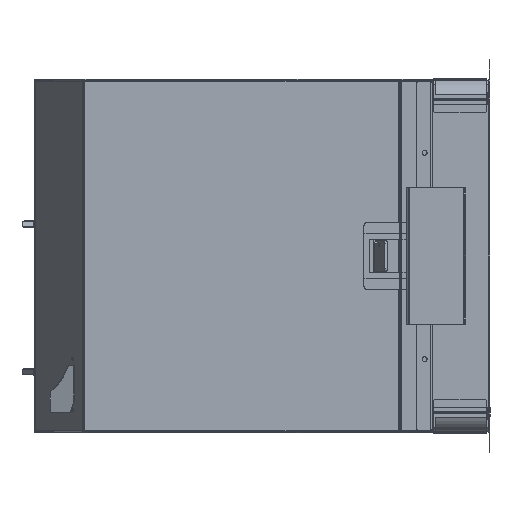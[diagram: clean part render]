
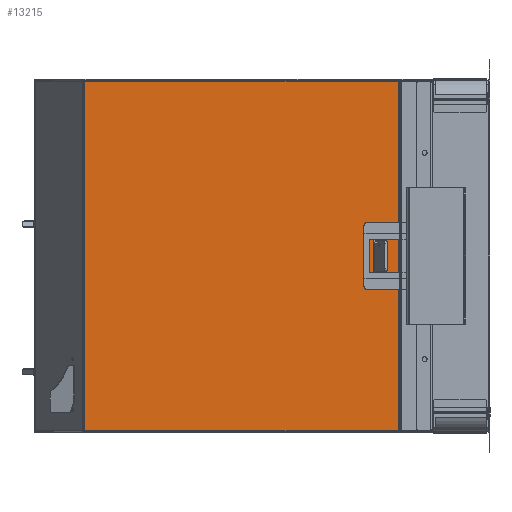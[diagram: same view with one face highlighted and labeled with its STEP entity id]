
A CAD part, left-side view. The second image highlights one B-rep face of the part: STEP entity #13215.
In plain terms, the highlighted planar face has unit normal (-1, 0, 0).
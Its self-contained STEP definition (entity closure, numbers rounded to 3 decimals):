
#366=DIRECTION('',(0.,1.,0.));
#367=VECTOR('',#366,228.021);
#368=CARTESIAN_POINT('',(-216.6,-264.1,-127.1));
#369=LINE('',#368,#367);
#443=DIRECTION('',(0.,0.,1.));
#444=VECTOR('',#443,254.2);
#445=CARTESIAN_POINT('',(-216.6,-264.1,-127.1));
#446=LINE('',#445,#444);
#1316=DIRECTION('',(0.,-1.,0.));
#1317=VECTOR('',#1316,228.021);
#1318=CARTESIAN_POINT('',(-216.6,-36.079,127.1));
#1319=LINE('',#1318,#1317);
#4676=DIRECTION('',(0.,0.,1.));
#4677=VECTOR('',#4676,254.2);
#4678=CARTESIAN_POINT('',(-216.6,-36.079,-127.1));
#4679=LINE('',#4678,#4677);
#4976=CARTESIAN_POINT('',(-216.6,-264.1,127.1));
#4977=VERTEX_POINT('',#4976);
#4982=CARTESIAN_POINT('',(-216.6,-36.079,127.1));
#4983=VERTEX_POINT('',#4982);
#5034=CARTESIAN_POINT('',(-216.6,-264.1,-127.1));
#5035=VERTEX_POINT('',#5034);
#5040=CARTESIAN_POINT('',(-216.6,-36.079,-127.1));
#5041=VERTEX_POINT('',#5040);
#13204=CARTESIAN_POINT('',(-216.6,-36.079,-128.5));
#13205=DIRECTION('',(-1.,0.,0.));
#13206=DIRECTION('',(0.,-1.,0.));
#13207=AXIS2_PLACEMENT_3D('',#13204,#13205,#13206);
#13208=PLANE('',#13207);
#13209=ORIENTED_EDGE('',*,*,#6396,.T.);
#13210=ORIENTED_EDGE('',*,*,#6315,.T.);
#13211=ORIENTED_EDGE('',*,*,#7921,.T.);
#13212=ORIENTED_EDGE('',*,*,#6536,.F.);
#13213=EDGE_LOOP('',(#13209,#13210,#13211,#13212));
#13214=FACE_OUTER_BOUND('',#13213,.F.);
#13215=ADVANCED_FACE('',(#13214),#13208,.T.);
#6315=EDGE_CURVE('',#5041,#4983,#4679,.T.);
#6396=EDGE_CURVE('',#5035,#5041,#369,.T.);
#6536=EDGE_CURVE('',#5035,#4977,#446,.T.);
#7921=EDGE_CURVE('',#4983,#4977,#1319,.T.);
